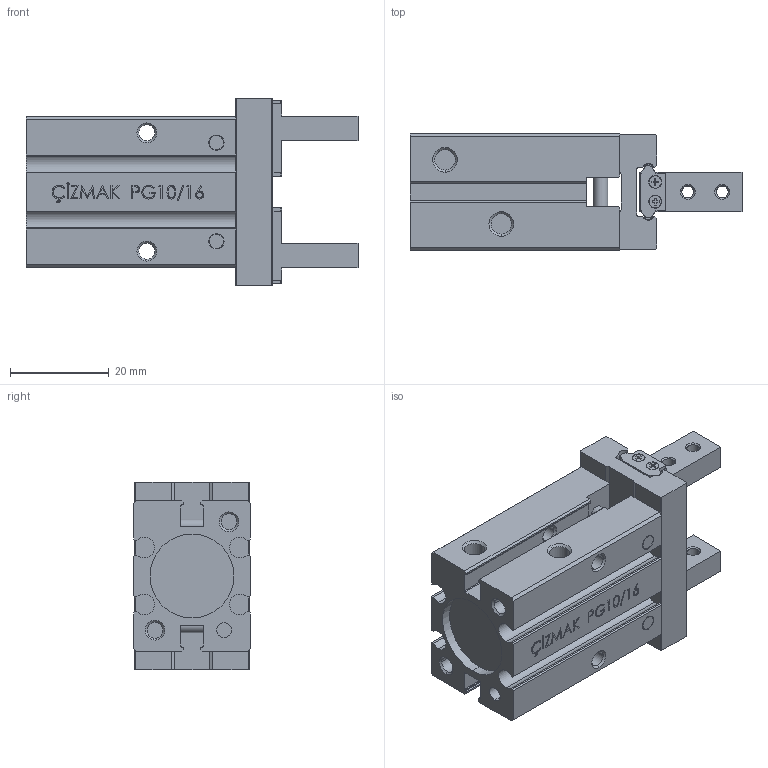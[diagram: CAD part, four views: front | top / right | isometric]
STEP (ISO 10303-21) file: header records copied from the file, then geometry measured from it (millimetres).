
FILE_DESCRIPTION (( 'STEP AP214' ), '1' );
FILE_NAME ('PGP-16-A.STEP', '2023-04-04T12:28:37', ( '' ), ( '' ), 'SwSTEP 2.0', 'SolidWorks 2015', '' );
FILE_SCHEMA (( 'AUTOMOTIVE_DESIGN' ));
Length unit declared in the file: millimetre
Products named in the file (3): PGP-16-A  finger; PGP-16-A body; PGP-16-A
Assembly tree (3 placements, depth 2):
  PGP-16-A
    PGP-16-A body
    PGP-16-A  finger  x2
Bounding box: 67.3 x 23.6 x 38 mm (x, y, z)
Volume: 31710.8 mm3; surface area: 13507 mm2
Topology: 3 solids, 3 shells, 778 faces, 2084 edges, 1360 vertices
Faces by surface type: plane 423, cylinder 228, cone 72, bspline 55
Entity records: 25756 total; most frequent: CARTESIAN_POINT 6577, ORIENTED_EDGE 3080, DIRECTION 2876, EDGE_CURVE 1540, LINE 1038, VECTOR 1038, VERTEX_POINT 1004, AXIS2_PLACEMENT_3D 919
